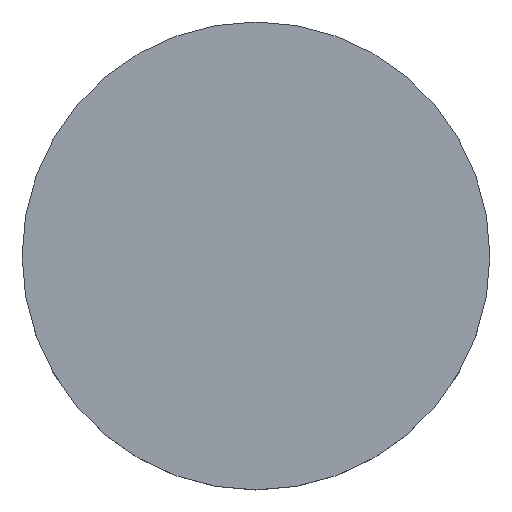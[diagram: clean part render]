
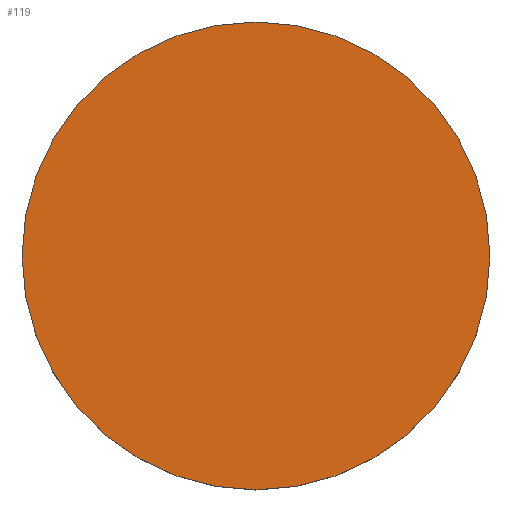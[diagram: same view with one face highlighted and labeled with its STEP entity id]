
A CAD part, top view. The second image highlights one B-rep face of the part: STEP entity #119.
In plain terms, the highlighted planar face has unit normal (0, 0, 1).
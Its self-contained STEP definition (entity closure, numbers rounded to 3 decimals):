
#1 = ORIENTED_EDGE ( 'NONE', *, *, #120, .T. ) ;
#4 = DIRECTION ( 'NONE',  ( 0., 0., 1. ) ) ;
#15 = CARTESIAN_POINT ( 'NONE',  ( 0., 0., 0.875 ) ) ;
#37 = DIRECTION ( 'NONE',  ( 1., 0., 0. ) ) ;
#43 = DIRECTION ( 'NONE',  ( 0., 0., 1. ) ) ;
#54 = CARTESIAN_POINT ( 'NONE',  ( -6.25, 0., 0.875 ) ) ;
#68 = EDGE_CURVE ( 'NONE', #145, #170, #87, .T. ) ;
#71 = CARTESIAN_POINT ( 'NONE',  ( 0., 0., 0.875 ) ) ;
#80 = CARTESIAN_POINT ( 'NONE',  ( 0., 0., 0.875 ) ) ;
#87 = CIRCLE ( 'NONE', #167, 6.25 ) ;
#90 = AXIS2_PLACEMENT_3D ( 'NONE', #80, #43, #112 ) ;
#97 = DIRECTION ( 'NONE',  ( 1., 0., 0. ) ) ;
#104 = AXIS2_PLACEMENT_3D ( 'NONE', #71, #4, #97 ) ;
#106 = EDGE_LOOP ( 'NONE', ( #1, #115 ) ) ;
#112 = DIRECTION ( 'NONE',  ( 1., 0., 0. ) ) ;
#115 = ORIENTED_EDGE ( 'NONE', *, *, #68, .T. ) ;
#119 = ADVANCED_FACE ( 'NONE', ( #160 ), #126, .T. ) ;
#120 = EDGE_CURVE ( 'NONE', #170, #145, #168, .T. ) ;
#122 = DIRECTION ( 'NONE',  ( 0., 0., 1. ) ) ;
#126 = PLANE ( 'NONE',  #104 ) ;
#139 = CARTESIAN_POINT ( 'NONE',  ( 6.25, 0., 0.875 ) ) ;
#145 = VERTEX_POINT ( 'NONE', #139 ) ;
#160 = FACE_OUTER_BOUND ( 'NONE', #106, .T. ) ;
#167 = AXIS2_PLACEMENT_3D ( 'NONE', #15, #122, #37 ) ;
#168 = CIRCLE ( 'NONE', #90, 6.25 ) ;
#170 = VERTEX_POINT ( 'NONE', #54 ) ;
